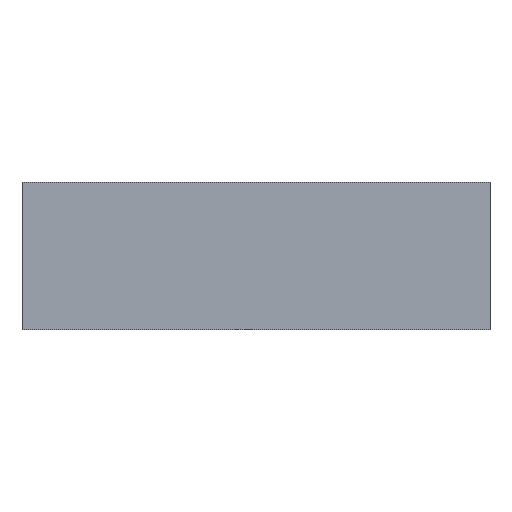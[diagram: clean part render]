
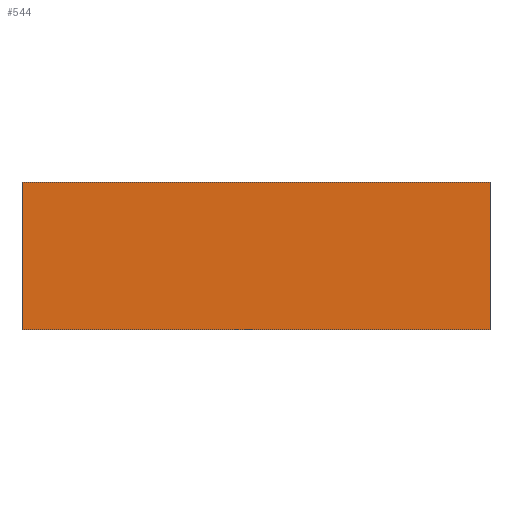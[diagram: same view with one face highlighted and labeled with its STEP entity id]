
A CAD part, left-side view. The second image highlights one B-rep face of the part: STEP entity #544.
In plain terms, the highlighted planar face has unit normal (-1, 0, 0).
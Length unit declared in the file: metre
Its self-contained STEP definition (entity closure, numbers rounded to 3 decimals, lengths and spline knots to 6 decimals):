
#99=ORIENTED_EDGE('',*,*,#223,.T.);
#100=ORIENTED_EDGE('',*,*,#206,.T.);
#101=ORIENTED_EDGE('',*,*,#226,.F.);
#102=ORIENTED_EDGE('',*,*,#175,.F.);
#175=EDGE_CURVE('',#247,#248,#299,.T.);
#206=EDGE_CURVE('',#279,#278,#320,.T.);
#223=EDGE_CURVE('',#247,#279,#336,.T.);
#226=EDGE_CURVE('',#248,#278,#339,.T.);
#247=VERTEX_POINT('',#763);
#248=VERTEX_POINT('',#765);
#278=VERTEX_POINT('',#826);
#279=VERTEX_POINT('',#828);
#299=LINE('',#764,#359);
#320=LINE('',#827,#380);
#336=LINE('',#860,#396);
#339=LINE('',#865,#399);
#359=VECTOR('',#622,1.);
#380=VECTOR('',#665,1.);
#396=VECTOR('',#687,1.);
#399=VECTOR('',#694,1.);
#441=EDGE_LOOP('',(#99,#100,#101,#102));
#489=FACE_BOUND('',#441,.T.);
#520=PLANE('',#597);
#544=ADVANCED_FACE('',(#489),#520,.F.);
#597=AXIS2_PLACEMENT_3D('',#871,#702,#703);
#622=DIRECTION('',(0.,1.,0.));
#665=DIRECTION('',(0.,1.,0.));
#687=DIRECTION('',(0.,0.,1.));
#694=DIRECTION('',(0.,0.,1.));
#702=DIRECTION('',(1.,0.,0.));
#703=DIRECTION('',(0.,1.,0.));
#763=CARTESIAN_POINT('',(-0.016,-0.019,-0.002));
#764=CARTESIAN_POINT('',(-0.016,0.,-0.002));
#765=CARTESIAN_POINT('',(-0.016,0.019,-0.002));
#826=CARTESIAN_POINT('',(-0.016,0.019,0.01));
#827=CARTESIAN_POINT('',(-0.016,0.,0.01));
#828=CARTESIAN_POINT('',(-0.016,-0.019,0.01));
#860=CARTESIAN_POINT('',(-0.016,-0.019,-0.002));
#865=CARTESIAN_POINT('',(-0.016,0.019,-0.002));
#871=CARTESIAN_POINT('',(-0.016,0.,-0.002));
